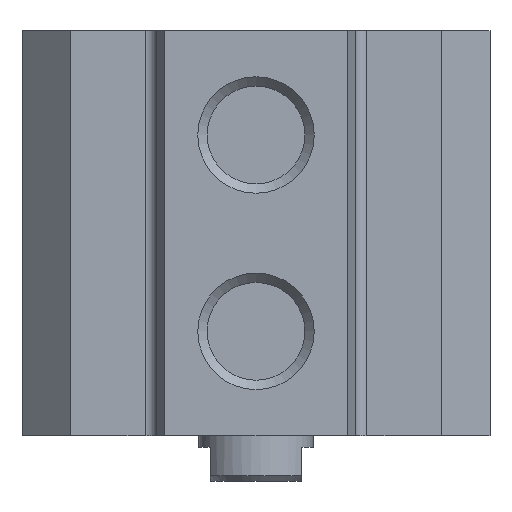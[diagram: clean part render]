
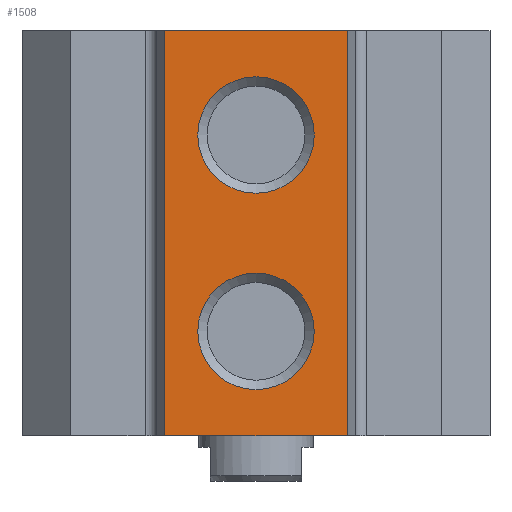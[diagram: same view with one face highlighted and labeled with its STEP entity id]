
A CAD part, front view. The second image highlights one B-rep face of the part: STEP entity #1508.
In plain terms, the highlighted planar face has unit normal (0, -1, 0).
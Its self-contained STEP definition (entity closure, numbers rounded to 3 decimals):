
#45=LINE('',#2179,#163);
#92=LINE('',#2297,#210);
#117=LINE('',#2437,#235);
#118=LINE('',#2439,#236);
#163=VECTOR('',#1741,16.);
#210=VECTOR('',#1816,16.);
#235=VECTOR('',#1989,35.5);
#236=VECTOR('',#1992,35.5);
#296=PLANE('',#1651);
#383=FACE_BOUND('',#568,.T.);
#384=FACE_BOUND('',#569,.T.);
#385=FACE_BOUND('',#570,.T.);
#568=EDGE_LOOP('',(#1199));
#569=EDGE_LOOP('',(#1200));
#570=EDGE_LOOP('',(#1201,#1202,#1203,#1204));
#658=CIRCLE('',#1622,5.1);
#661=CIRCLE('',#1628,5.1);
#694=VERTEX_POINT('',#2176);
#695=VERTEX_POINT('',#2178);
#751=VERTEX_POINT('',#2294);
#752=VERTEX_POINT('',#2296);
#788=VERTEX_POINT('',#2389);
#791=VERTEX_POINT('',#2398);
#830=EDGE_CURVE('',#695,#694,#45,.T.);
#887=EDGE_CURVE('',#752,#751,#92,.T.);
#924=EDGE_CURVE('',#788,#788,#658,.T.);
#927=EDGE_CURVE('',#791,#791,#661,.T.);
#943=EDGE_CURVE('',#694,#752,#117,.T.);
#944=EDGE_CURVE('',#695,#751,#118,.T.);
#1199=ORIENTED_EDGE('',*,*,#924,.T.);
#1200=ORIENTED_EDGE('',*,*,#927,.T.);
#1201=ORIENTED_EDGE('',*,*,#887,.T.);
#1202=ORIENTED_EDGE('',*,*,#944,.F.);
#1203=ORIENTED_EDGE('',*,*,#830,.T.);
#1204=ORIENTED_EDGE('',*,*,#943,.T.);
#1508=ADVANCED_FACE('',(#383,#384,#385),#296,.T.);
#1622=AXIS2_PLACEMENT_3D('',#2390,#1918,#1919);
#1628=AXIS2_PLACEMENT_3D('',#2399,#1930,#1931);
#1651=AXIS2_PLACEMENT_3D('',#2438,#1990,#1991);
#1741=DIRECTION('',(-1.,0.,0.));
#1816=DIRECTION('',(1.,0.,0.));
#1918=DIRECTION('center_axis',(0.,1.,0.));
#1919=DIRECTION('ref_axis',(1.,0.,0.));
#1930=DIRECTION('center_axis',(0.,1.,0.));
#1931=DIRECTION('ref_axis',(1.,0.,0.));
#1989=DIRECTION('',(0.,0.,-1.));
#1990=DIRECTION('center_axis',(0.,-1.,0.));
#1991=DIRECTION('ref_axis',(0.,0.,-1.));
#1992=DIRECTION('',(0.,0.,-1.));
#2176=CARTESIAN_POINT('',(-8.,-24.,0.));
#2178=CARTESIAN_POINT('',(8.,-24.,0.));
#2179=CARTESIAN_POINT('',(8.,-24.,0.));
#2294=CARTESIAN_POINT('',(8.,-24.,-35.5));
#2296=CARTESIAN_POINT('',(-8.,-24.,-35.5));
#2297=CARTESIAN_POINT('',(8.,-24.,-35.5));
#2389=CARTESIAN_POINT('',(5.1,-24.,-26.35));
#2390=CARTESIAN_POINT('Origin',(0.,-24.,-26.35));
#2398=CARTESIAN_POINT('',(5.1,-24.,-9.15));
#2399=CARTESIAN_POINT('Origin',(0.,-24.,-9.15));
#2437=CARTESIAN_POINT('',(-8.,-24.,0.));
#2438=CARTESIAN_POINT('Origin',(0.,-24.,0.));
#2439=CARTESIAN_POINT('',(8.,-24.,0.));
